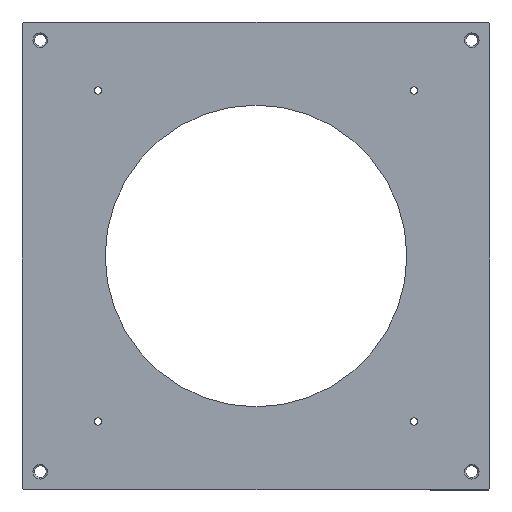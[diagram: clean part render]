
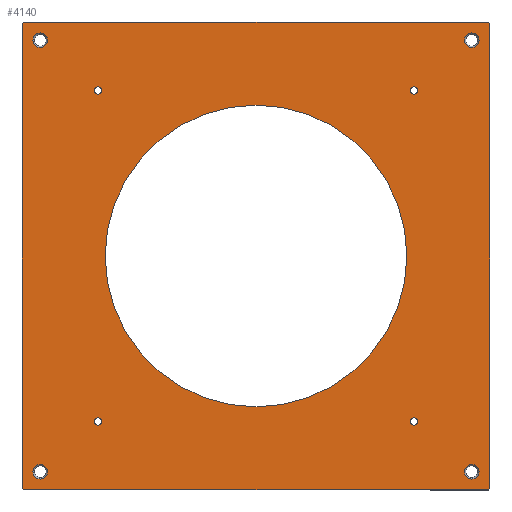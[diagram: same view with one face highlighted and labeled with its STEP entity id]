
A CAD part, top view. The second image highlights one B-rep face of the part: STEP entity #4140.
In plain terms, the highlighted planar face has unit normal (0, 0, 1).
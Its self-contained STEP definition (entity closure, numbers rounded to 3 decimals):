
#2080=CARTESIAN_POINT('',(42.833,345.645,
146.922));
#2090=DIRECTION('',(0.,0.,1.));
#2100=DIRECTION('',(1.,0.007,
0.));
#2110=AXIS2_PLACEMENT_3D('',#2080,#2090,#2100);
#2120=PLANE('',#2110);
#2130=CARTESIAN_POINT('',(-43.351,142.022,
146.922));
#2140=DIRECTION('',(0.,0.,1.));
#2150=DIRECTION('',(1.,0.007,
0.));
#2160=AXIS2_PLACEMENT_3D('',#2130,#2140,#2150);
#2170=CIRCLE('',#2160,2.);
#2180=CARTESIAN_POINT('',(-41.351,142.035,
146.922));
#2190=VERTEX_POINT('',#2180);
#2200=CARTESIAN_POINT('',(-45.351,142.009,
146.922));
#2210=VERTEX_POINT('',#2200);
#2220=EDGE_CURVE('',#2190,#2210,#2170,.T.);
#2230=ORIENTED_EDGE('',*,*,#2220,.F.);
#2240=EDGE_CURVE('',#2210,#2190,#2170,.T.);
#2250=ORIENTED_EDGE('',*,*,#2240,.F.);
#2260=EDGE_LOOP('',(#2250,#2230));
#2270=FACE_BOUND('',#2260,.T.);
#2280=CARTESIAN_POINT('',(128.455,324.156,
146.922));
#2290=DIRECTION('',(0.,0.,1.));
#2300=DIRECTION('',(1.,0.007,
0.));
#2310=AXIS2_PLACEMENT_3D('',#2280,#2290,#2300);
#2320=CIRCLE('',#2310,2.);
#2330=CARTESIAN_POINT('',(130.455,324.169,
146.922));
#2340=VERTEX_POINT('',#2330);
#2350=CARTESIAN_POINT('',(126.455,324.143,
146.922));
#2360=VERTEX_POINT('',#2350);
#2370=EDGE_CURVE('',#2340,#2360,#2320,.T.);
#2380=ORIENTED_EDGE('',*,*,#2370,.F.);
#2390=EDGE_CURVE('',#2360,#2340,#2320,.T.);
#2400=ORIENTED_EDGE('',*,*,#2390,.F.);
#2410=EDGE_LOOP('',(#2400,#2380));
#2420=FACE_BOUND('',#2410,.T.);
#2430=CARTESIAN_POINT('',(159.773,351.862,
146.922));
#2440=DIRECTION('',(0.,0.,1.));
#2450=DIRECTION('',(1.,0.007,0.));
#2460=AXIS2_PLACEMENT_3D('',#2430,#2440,#2450);
#2470=CIRCLE('',#2460,4.);
#2480=CARTESIAN_POINT('',(163.773,351.889,
146.922));
#2490=VERTEX_POINT('',#2480);
#2500=CARTESIAN_POINT('',(155.773,351.836,
146.922));
#2510=VERTEX_POINT('',#2500);
#2520=EDGE_CURVE('',#2490,#2510,#2470,.T.);
#2530=ORIENTED_EDGE('',*,*,#2520,.F.);
#2540=EDGE_CURVE('',#2510,#2490,#2470,.T.);
#2550=ORIENTED_EDGE('',*,*,#2540,.F.);
#2560=EDGE_LOOP('',(#2550,#2530));
#2570=FACE_BOUND('',#2560,.T.);
#2580=CARTESIAN_POINT('',(-76.222,350.31,
146.922));
#2590=DIRECTION('',(0.,0.,1.));
#2600=DIRECTION('',(1.,0.007,0.));
#2610=AXIS2_PLACEMENT_3D('',#2580,#2590,#2600);
#2620=CIRCLE('',#2610,4.);
#2630=CARTESIAN_POINT('',(-72.222,350.337,
146.922));
#2640=VERTEX_POINT('',#2630);
#2650=CARTESIAN_POINT('',(-80.221,350.284,
146.922));
#2660=VERTEX_POINT('',#2650);
#2670=EDGE_CURVE('',#2640,#2660,#2620,.T.);
#2680=ORIENTED_EDGE('',*,*,#2670,.F.);
#2690=EDGE_CURVE('',#2660,#2640,#2620,.T.);
#2700=ORIENTED_EDGE('',*,*,#2690,.F.);
#2710=EDGE_LOOP('',(#2700,#2680));
#2720=FACE_BOUND('',#2710,.T.);
#2730=CARTESIAN_POINT('',(42.552,233.089,
146.922));
#2740=DIRECTION('',(0.,0.,1.));
#2750=DIRECTION('',(1.,0.007,
0.));
#2760=AXIS2_PLACEMENT_3D('',#2730,#2740,#2750);
#2770=CIRCLE('',#2760,82.5);
#2780=CARTESIAN_POINT('',(125.05,233.631,
146.922));
#2790=VERTEX_POINT('',#2780);
#2800=CARTESIAN_POINT('',(-39.946,232.546,
146.922));
#2810=VERTEX_POINT('',#2800);
#2820=EDGE_CURVE('',#2790,#2810,#2770,.T.);
#2830=ORIENTED_EDGE('',*,*,#2820,.F.);
#2840=EDGE_CURVE('',#2810,#2790,#2770,.T.);
#2850=ORIENTED_EDGE('',*,*,#2840,.F.);
#2860=EDGE_LOOP('',(#2850,#2830));
#2870=FACE_BOUND('',#2860,.T.);
#2880=CARTESIAN_POINT('',(-74.669,114.315,
146.922));
#2890=DIRECTION('',(0.,0.,1.));
#2900=DIRECTION('',(1.,0.007,0.));
#2910=AXIS2_PLACEMENT_3D('',#2880,#2890,#2900);
#2920=CIRCLE('',#2910,4.);
#2930=CARTESIAN_POINT('',(-70.669,114.342,
146.922));
#2940=VERTEX_POINT('',#2930);
#2950=CARTESIAN_POINT('',(-78.669,114.289,
146.922));
#2960=VERTEX_POINT('',#2950);
#2970=EDGE_CURVE('',#2940,#2960,#2920,.T.);
#2980=ORIENTED_EDGE('',*,*,#2970,.F.);
#2990=EDGE_CURVE('',#2960,#2940,#2920,.T.);
#3000=ORIENTED_EDGE('',*,*,#2990,.F.);
#3010=EDGE_LOOP('',(#3000,#2980));
#3020=FACE_BOUND('',#3010,.T.);
#3030=CARTESIAN_POINT('',(-44.541,323.018,
146.922));
#3040=DIRECTION('',(0.,0.,1.));
#3050=DIRECTION('',(1.,0.007,
0.));
#3060=AXIS2_PLACEMENT_3D('',#3030,#3040,#3050);
#3070=CIRCLE('',#3060,2.);
#3080=CARTESIAN_POINT('',(-42.541,323.031,
146.922));
#3090=VERTEX_POINT('',#3080);
#3100=CARTESIAN_POINT('',(-46.541,323.005,
146.922));
#3110=VERTEX_POINT('',#3100);
#3120=EDGE_CURVE('',#3090,#3110,#3070,.T.);
#3130=ORIENTED_EDGE('',*,*,#3120,.F.);
#3140=EDGE_CURVE('',#3110,#3090,#3070,.T.);
#3150=ORIENTED_EDGE('',*,*,#3140,.F.);
#3160=EDGE_LOOP('',(#3150,#3130));
#3170=FACE_BOUND('',#3160,.T.);
#3180=CARTESIAN_POINT('',(161.326,115.867,
146.922));
#3190=DIRECTION('',(0.,0.,1.));
#3200=DIRECTION('',(1.,0.007,0.));
#3210=AXIS2_PLACEMENT_3D('',#3180,#3190,#3200);
#3220=CIRCLE('',#3210,4.);
#3230=CARTESIAN_POINT('',(165.325,115.894,
146.922));
#3240=VERTEX_POINT('',#3230);
#3250=CARTESIAN_POINT('',(157.326,115.841,
146.922));
#3260=VERTEX_POINT('',#3250);
#3270=EDGE_CURVE('',#3240,#3260,#3220,.T.);
#3280=ORIENTED_EDGE('',*,*,#3270,.F.);
#3290=EDGE_CURVE('',#3260,#3240,#3220,.T.);
#3300=ORIENTED_EDGE('',*,*,#3290,.F.);
#3310=EDGE_LOOP('',(#3300,#3280));
#3320=FACE_BOUND('',#3310,.T.);
#3330=CARTESIAN_POINT('',(129.645,143.16,
146.922));
#3340=DIRECTION('',(0.,0.,1.));
#3350=DIRECTION('',(1.,0.007,
0.));
#3360=AXIS2_PLACEMENT_3D('',#3330,#3340,#3350);
#3370=CIRCLE('',#3360,2.);
#3380=CARTESIAN_POINT('',(131.645,143.173,
146.922));
#3390=VERTEX_POINT('',#3380);
#3400=CARTESIAN_POINT('',(127.645,143.147,
146.922));
#3410=VERTEX_POINT('',#3400);
#3420=EDGE_CURVE('',#3390,#3410,#3370,.T.);
#3430=ORIENTED_EDGE('',*,*,#3420,.F.);
#3440=EDGE_CURVE('',#3410,#3390,#3370,.T.);
#3450=ORIENTED_EDGE('',*,*,#3440,.F.);
#3460=EDGE_LOOP('',(#3450,#3430));
#3470=FACE_BOUND('',#3460,.T.);
#3480=CARTESIAN_POINT('',(184.257,346.575,
146.922));
#3490=DIRECTION('',(-0.712,0.702,
0.));
#3500=VECTOR('',#3490,1.);
#3510=LINE('',#3480,#3500);
#3520=CARTESIAN_POINT('',(169.714,360.928,
146.922));
#3530=VERTEX_POINT('',#3520);
#3540=CARTESIAN_POINT('',(168.707,361.921,
146.922));
#3550=VERTEX_POINT('',#3540);
#3560=EDGE_CURVE('',#3530,#3550,#3510,.T.);
#3570=ORIENTED_EDGE('',*,*,#3560,.T.);
#3580=CARTESIAN_POINT('',(169.809,346.48,
146.922));
#3590=DIRECTION('',(-0.007,1.,
0.));
#3600=VECTOR('',#3590,1.);
#3610=LINE('',#3580,#3600);
#3620=CARTESIAN_POINT('',(171.385,106.933,
146.922));
#3630=VERTEX_POINT('',#3620);
#3640=EDGE_CURVE('',#3630,#3530,#3610,.T.);
#3650=ORIENTED_EDGE('',*,*,#3640,.T.);
#3660=CARTESIAN_POINT('',(45.244,-20.877,
146.922));
#3670=DIRECTION('',(-0.702,-0.712,
0.));
#3680=VECTOR('',#3670,1.);
#3690=LINE('',#3660,#3680);
#3700=CARTESIAN_POINT('',(170.391,105.927,
146.922));
#3710=VERTEX_POINT('',#3700);
#3720=EDGE_CURVE('',#3630,#3710,#3690,.T.);
#3730=ORIENTED_EDGE('',*,*,#3720,.F.);
#3740=CARTESIAN_POINT('',(44.415,105.098,
146.922));
#3750=DIRECTION('',(1.,0.007,
0.));
#3760=VECTOR('',#3750,1.);
#3770=LINE('',#3740,#3760);
#3780=CARTESIAN_POINT('',(-83.603,104.256,
146.922));
#3790=VERTEX_POINT('',#3780);
#3800=EDGE_CURVE('',#3790,#3710,#3770,.T.);
#3810=ORIENTED_EDGE('',*,*,#3800,.T.);
#3820=CARTESIAN_POINT('',(-325.732,343.221,
146.922));
#3830=DIRECTION('',(-0.712,0.702,
0.));
#3840=VECTOR('',#3830,1.);
#3850=LINE('',#3820,#3840);
#3860=CARTESIAN_POINT('',(-84.61,105.25,
146.922));
#3870=VERTEX_POINT('',#3860);
#3880=EDGE_CURVE('',#3790,#3870,#3850,.T.);
#3890=ORIENTED_EDGE('',*,*,#3880,.F.);
#3900=CARTESIAN_POINT('',(-86.185,344.797,
146.922));
#3910=DIRECTION('',(0.007,-1.,
0.));
#3920=VECTOR('',#3910,1.);
#3930=LINE('',#3900,#3920);
#3940=CARTESIAN_POINT('',(-86.281,359.244,
146.922));
#3950=VERTEX_POINT('',#3940);
#3960=EDGE_CURVE('',#3950,#3870,#3930,.T.);
#3970=ORIENTED_EDGE('',*,*,#3960,.T.);
#3980=CARTESIAN_POINT('',(41.89,489.112,
146.922));
#3990=DIRECTION('',(0.702,0.712,
0.));
#4000=VECTOR('',#3990,1.);
#4010=LINE('',#3980,#4000);
#4020=CARTESIAN_POINT('',(-85.287,360.251,
146.922));
#4030=VERTEX_POINT('',#4020);
#4040=EDGE_CURVE('',#3950,#4030,#4010,.T.);
#4050=ORIENTED_EDGE('',*,*,#4040,.F.);
#4060=CARTESIAN_POINT('',(42.732,361.093,
146.922));
#4070=DIRECTION('',(-1.,-0.007,
0.));
#4080=VECTOR('',#4070,1.);
#4090=LINE('',#4060,#4080);
#4100=EDGE_CURVE('',#3550,#4030,#4090,.T.);
#4110=ORIENTED_EDGE('',*,*,#4100,.T.);
#4120=EDGE_LOOP('',(#4110,#4050,#3970,#3890,#3810,#3730,#3650,#3570));
#4130=FACE_OUTER_BOUND('',#4120,.T.);
#4140=ADVANCED_FACE('',(#2270,#2420,#2570,#2720,#2870,#3020,#3170,#3320,
#3470,#4130),#2120,.T.);
